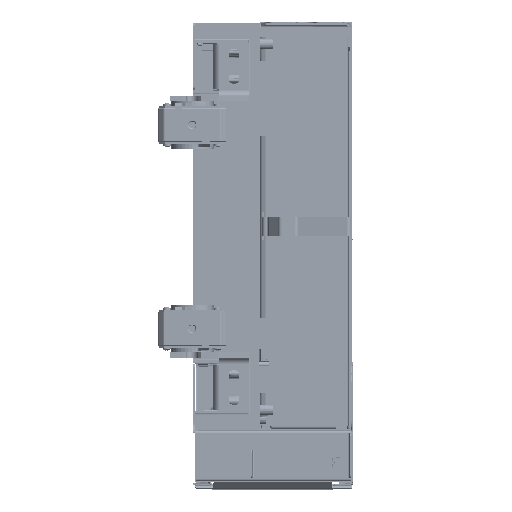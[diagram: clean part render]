
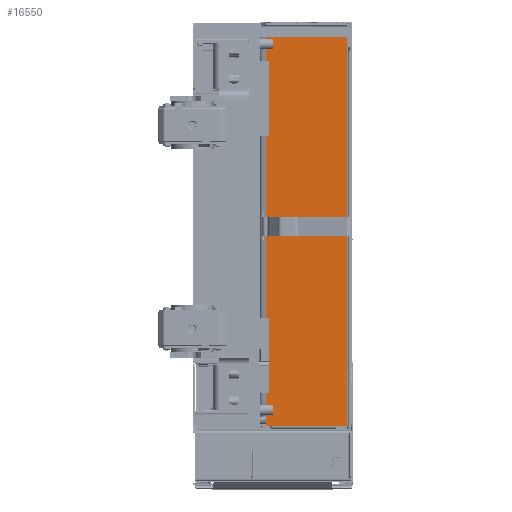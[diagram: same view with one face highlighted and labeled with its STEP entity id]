
A CAD part, top view. The second image highlights one B-rep face of the part: STEP entity #16550.
In plain terms, the highlighted planar face has unit normal (0, 0, 1).
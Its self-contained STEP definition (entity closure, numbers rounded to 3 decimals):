
#15317=DIRECTION('',(0.,-1.,0.));
#15318=VECTOR('',#15317,25.75);
#15319=CARTESIAN_POINT('',(546.224,447.079,239.701));
#15320=LINE('',#15319,#15318);
#15321=DIRECTION('',(0.,-1.,0.));
#15322=VECTOR('',#15321,10.);
#15323=CARTESIAN_POINT('',(546.224,457.079,239.701));
#15324=LINE('',#15323,#15322);
#15325=DIRECTION('',(1.,0.,0.));
#15326=VECTOR('',#15325,6.);
#15327=CARTESIAN_POINT('',(546.224,457.079,239.701));
#15328=LINE('',#15327,#15326);
#15329=DIRECTION('',(1.,0.,0.));
#15330=VECTOR('',#15329,12.);
#15331=CARTESIAN_POINT('',(621.224,457.079,239.701));
#15332=LINE('',#15331,#15330);
#15333=DIRECTION('',(-1.,0.,0.));
#15334=VECTOR('',#15333,12.);
#15335=CARTESIAN_POINT('',(633.224,30.579,239.701));
#15336=LINE('',#15335,#15334);
#15337=DIRECTION('',(-1.,0.,0.));
#15338=VECTOR('',#15337,6.);
#15339=CARTESIAN_POINT('',(552.224,30.579,239.701));
#15340=LINE('',#15339,#15338);
#15341=DIRECTION('',(0.,1.,0.));
#15342=VECTOR('',#15341,10.);
#15343=CARTESIAN_POINT('',(546.224,30.579,239.701));
#15344=LINE('',#15343,#15342);
#15345=DIRECTION('',(0.,-1.,0.));
#15346=VECTOR('',#15345,25.75);
#15347=CARTESIAN_POINT('',(546.224,66.329,239.701));
#15348=LINE('',#15347,#15346);
#15349=DIRECTION('',(1.,0.,0.));
#15350=VECTOR('',#15349,3.017);
#15351=CARTESIAN_POINT('',(546.224,66.329,239.701));
#15352=LINE('',#15351,#15350);
#15353=DIRECTION('',(0.,1.,0.));
#15354=VECTOR('',#15353,80.);
#15355=CARTESIAN_POINT('',(549.241,66.329,239.701));
#15356=LINE('',#15355,#15354);
#15357=DIRECTION('',(1.,0.,0.));
#15358=VECTOR('',#15357,3.017);
#15359=CARTESIAN_POINT('',(546.224,146.329,239.701));
#15360=LINE('',#15359,#15358);
#15361=DIRECTION('',(0.,-1.,0.));
#15362=VECTOR('',#15361,195.);
#15363=CARTESIAN_POINT('',(546.224,341.329,239.701));
#15364=LINE('',#15363,#15362);
#15365=DIRECTION('',(1.,0.,0.));
#15366=VECTOR('',#15365,3.017);
#15367=CARTESIAN_POINT('',(546.224,341.329,239.701));
#15368=LINE('',#15367,#15366);
#15369=DIRECTION('',(0.,1.,0.));
#15370=VECTOR('',#15369,80.);
#15371=CARTESIAN_POINT('',(549.241,341.329,239.701));
#15372=LINE('',#15371,#15370);
#15373=DIRECTION('',(1.,0.,0.));
#15374=VECTOR('',#15373,3.017);
#15375=CARTESIAN_POINT('',(546.224,421.329,239.701));
#15376=LINE('',#15375,#15374);
#15413=DIRECTION('',(1.,0.,0.));
#15414=VECTOR('',#15413,69.);
#15415=CARTESIAN_POINT('',(552.224,457.079,239.701));
#15416=LINE('',#15415,#15414);
#15417=DIRECTION('',(0.,1.,0.));
#15418=VECTOR('',#15417,426.5);
#15419=CARTESIAN_POINT('',(633.224,30.579,239.701));
#15420=LINE('',#15419,#15418);
#15471=DIRECTION('',(-1.,0.,0.));
#15472=VECTOR('',#15471,69.);
#15473=CARTESIAN_POINT('',(621.224,30.579,239.701));
#15474=LINE('',#15473,#15472);
#15884=CARTESIAN_POINT('',(633.224,30.579,239.701));
#15886=VERTEX_POINT('',#15884);
#15887=CARTESIAN_POINT('',(621.224,30.579,239.701));
#15889=VERTEX_POINT('',#15887);
#15893=CARTESIAN_POINT('',(552.224,30.579,239.701));
#15895=VERTEX_POINT('',#15893);
#15911=CARTESIAN_POINT('',(552.224,457.079,239.701));
#15913=VERTEX_POINT('',#15911);
#15915=CARTESIAN_POINT('',(621.224,457.079,239.701));
#15917=VERTEX_POINT('',#15915);
#15947=CARTESIAN_POINT('',(549.241,341.329,239.701));
#15948=CARTESIAN_POINT('',(549.241,421.329,239.701));
#15949=VERTEX_POINT('',#15947);
#15950=VERTEX_POINT('',#15948);
#15951=CARTESIAN_POINT('',(549.241,66.329,239.701));
#15952=CARTESIAN_POINT('',(549.241,146.329,239.701));
#15953=VERTEX_POINT('',#15951);
#15954=VERTEX_POINT('',#15952);
#15999=CARTESIAN_POINT('',(633.224,457.079,239.701));
#16001=VERTEX_POINT('',#15999);
#16015=CARTESIAN_POINT('',(546.224,341.329,239.701));
#16016=VERTEX_POINT('',#16015);
#16017=CARTESIAN_POINT('',(546.224,421.329,239.701));
#16018=VERTEX_POINT('',#16017);
#16019=CARTESIAN_POINT('',(546.224,66.329,239.701));
#16020=VERTEX_POINT('',#16019);
#16021=CARTESIAN_POINT('',(546.224,146.329,239.701));
#16022=VERTEX_POINT('',#16021);
#16083=CARTESIAN_POINT('',(546.224,457.079,239.701));
#16084=CARTESIAN_POINT('',(546.224,447.079,239.701));
#16085=VERTEX_POINT('',#16083);
#16086=VERTEX_POINT('',#16084);
#16087=CARTESIAN_POINT('',(546.224,30.579,239.701));
#16088=CARTESIAN_POINT('',(546.224,40.579,239.701));
#16089=VERTEX_POINT('',#16087);
#16090=VERTEX_POINT('',#16088);
#16511=CARTESIAN_POINT('',(633.224,243.079,239.701));
#16512=DIRECTION('',(0.,0.,-1.));
#16513=DIRECTION('',(0.,-1.,0.));
#16514=AXIS2_PLACEMENT_3D('',#16511,#16512,#16513);
#16515=PLANE('',#16514);
#16517=ORIENTED_EDGE('',*,*,#16516,.F.);
#16519=ORIENTED_EDGE('',*,*,#16518,.F.);
#16521=ORIENTED_EDGE('',*,*,#16520,.T.);
#16523=ORIENTED_EDGE('',*,*,#16522,.T.);
#16525=ORIENTED_EDGE('',*,*,#16524,.T.);
#16527=ORIENTED_EDGE('',*,*,#16526,.F.);
#16529=ORIENTED_EDGE('',*,*,#16528,.T.);
#16531=ORIENTED_EDGE('',*,*,#16530,.T.);
#16533=ORIENTED_EDGE('',*,*,#16532,.T.);
#16535=ORIENTED_EDGE('',*,*,#16534,.T.);
#16537=ORIENTED_EDGE('',*,*,#16536,.F.);
#16539=ORIENTED_EDGE('',*,*,#16538,.T.);
#16541=ORIENTED_EDGE('',*,*,#16540,.T.);
#16543=ORIENTED_EDGE('',*,*,#16542,.F.);
#16544=ORIENTED_EDGE('',*,*,#16505,.F.);
#16545=ORIENTED_EDGE('',*,*,#16332,.T.);
#16546=ORIENTED_EDGE('',*,*,#16346,.T.);
#16547=ORIENTED_EDGE('',*,*,#16360,.F.);
#16548=EDGE_LOOP('',(#16517,#16519,#16521,#16523,#16525,#16527,#16529,#16531,
#16533,#16535,#16537,#16539,#16541,#16543,#16544,#16545,#16546,#16547));
#16549=FACE_OUTER_BOUND('',#16548,.F.);
#16550=ADVANCED_FACE('',(#16549),#16515,.F.);
#16332=EDGE_CURVE('',#16016,#15949,#15368,.T.);
#16346=EDGE_CURVE('',#15949,#15950,#15372,.T.);
#16360=EDGE_CURVE('',#16018,#15950,#15376,.T.);
#16505=EDGE_CURVE('',#16016,#16022,#15364,.T.);
#16516=EDGE_CURVE('',#16086,#16018,#15320,.T.);
#16518=EDGE_CURVE('',#16085,#16086,#15324,.T.);
#16520=EDGE_CURVE('',#16085,#15913,#15328,.T.);
#16522=EDGE_CURVE('',#15913,#15917,#15416,.T.);
#16524=EDGE_CURVE('',#15917,#16001,#15332,.T.);
#16526=EDGE_CURVE('',#15886,#16001,#15420,.T.);
#16528=EDGE_CURVE('',#15886,#15889,#15336,.T.);
#16530=EDGE_CURVE('',#15889,#15895,#15474,.T.);
#16532=EDGE_CURVE('',#15895,#16089,#15340,.T.);
#16534=EDGE_CURVE('',#16089,#16090,#15344,.T.);
#16536=EDGE_CURVE('',#16020,#16090,#15348,.T.);
#16538=EDGE_CURVE('',#16020,#15953,#15352,.T.);
#16540=EDGE_CURVE('',#15953,#15954,#15356,.T.);
#16542=EDGE_CURVE('',#16022,#15954,#15360,.T.);
